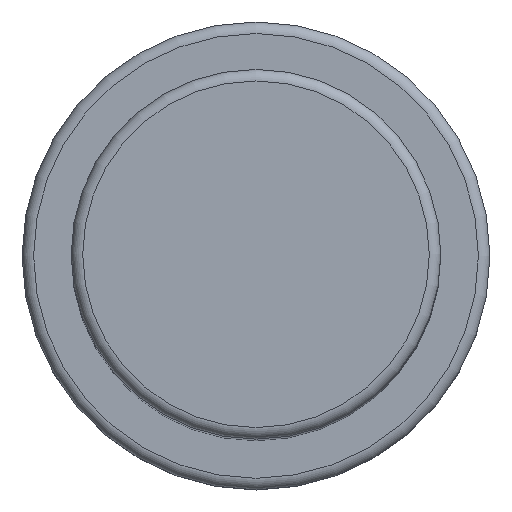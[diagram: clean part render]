
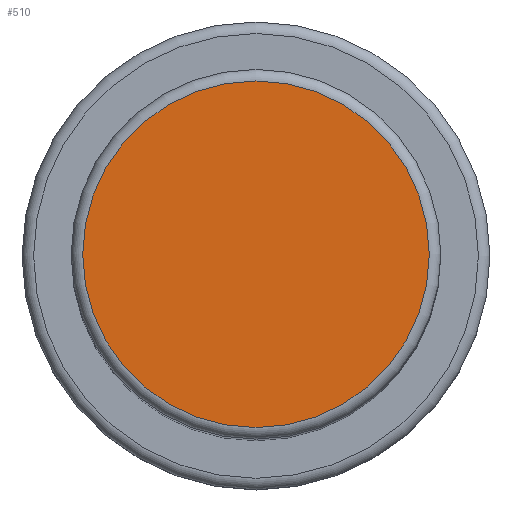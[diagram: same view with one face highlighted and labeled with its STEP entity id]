
A CAD part, top view. The second image highlights one B-rep face of the part: STEP entity #510.
In plain terms, the highlighted planar face has unit normal (0, 0, 1).
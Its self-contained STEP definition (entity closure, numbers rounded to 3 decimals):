
#73=PLANE('',#566);
#87=FACE_OUTER_BOUND('',#119,.T.);
#119=EDGE_LOOP('',(#355));
#154=CIRCLE('',#561,30.);
#207=VERTEX_POINT('',#842);
#263=EDGE_CURVE('',#207,#207,#154,.T.);
#355=ORIENTED_EDGE('',*,*,#263,.F.);
#510=ADVANCED_FACE('',(#87),#73,.T.);
#561=AXIS2_PLACEMENT_3D('',#843,#659,#660);
#566=AXIS2_PLACEMENT_3D('',#851,#670,#671);
#659=DIRECTION('center_axis',(0.,0.,-1.));
#660=DIRECTION('ref_axis',(1.,0.,0.));
#670=DIRECTION('center_axis',(0.,0.,1.));
#671=DIRECTION('ref_axis',(1.,0.,0.));
#842=CARTESIAN_POINT('',(-30.,0.,162.));
#843=CARTESIAN_POINT('Origin',(0.,0.,162.));
#851=CARTESIAN_POINT('Origin',(0.,0.,162.));
